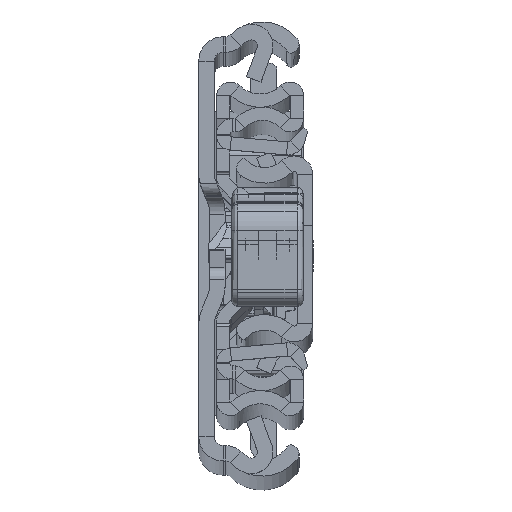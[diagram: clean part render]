
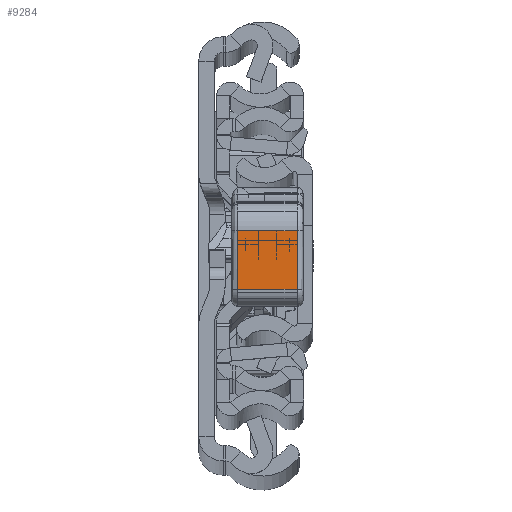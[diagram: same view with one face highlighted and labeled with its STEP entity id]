
A CAD part, top view. The second image highlights one B-rep face of the part: STEP entity #9284.
In plain terms, the highlighted face is planar.
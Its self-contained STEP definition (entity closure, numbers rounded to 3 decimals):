
#367 = VERTEX_POINT ( 'NONE', #3285 ) ;
#2511 = EDGE_CURVE ( 'NONE', #30886, #12852, #31937, .T. ) ;
#3285 = CARTESIAN_POINT ( 'NONE',  ( 39.818, -2.465, 0. ) ) ;
#3764 = EDGE_LOOP ( 'NONE', ( #32948, #25571, #10275, #27550 ) ) ;
#5163 = VECTOR ( 'NONE', #7224, 1000. ) ;
#5260 = CARTESIAN_POINT ( 'NONE',  ( 39.818, -2.465, 10. ) ) ;
#5645 = LINE ( 'NONE', #31555, #11285 ) ;
#6044 = DIRECTION ( 'NONE',  ( 0.027, 1., 0. ) ) ;
#7224 = DIRECTION ( 'NONE',  ( 0., 0., 1. ) ) ;
#7316 = DIRECTION ( 'NONE',  ( -1., 0.027, 0. ) ) ;
#9284 = ADVANCED_FACE ( 'NONE', ( #25377 ), #20244, .F. ) ;
#9682 = EDGE_CURVE ( 'NONE', #12852, #19830, #5645, .T. ) ;
#10275 = ORIENTED_EDGE ( 'NONE', *, *, #18038, .T. ) ;
#11285 = VECTOR ( 'NONE', #29151, 1000. ) ;
#11931 = DIRECTION ( 'NONE',  ( -0.027, -1., 0. ) ) ;
#12066 = CARTESIAN_POINT ( 'NONE',  ( 39.55, -12.274, 10. ) ) ;
#12852 = VERTEX_POINT ( 'NONE', #12066 ) ;
#13548 = EDGE_CURVE ( 'NONE', #19830, #367, #16768, .T. ) ;
#16748 = DIRECTION ( 'NONE',  ( -0.027, -1., 0. ) ) ;
#16768 = LINE ( 'NONE', #21544, #25032 ) ;
#17282 = CARTESIAN_POINT ( 'NONE',  ( 39.818, -2.465, 11. ) ) ;
#18038 = EDGE_CURVE ( 'NONE', #367, #30886, #27508, .T. ) ;
#18799 = CARTESIAN_POINT ( 'NONE',  ( 39.55, -12.274, 10. ) ) ;
#19095 = CARTESIAN_POINT ( 'NONE',  ( 39.55, -12.274, 0. ) ) ;
#19830 = VERTEX_POINT ( 'NONE', #19095 ) ;
#20244 = PLANE ( 'NONE',  #21082 ) ;
#21082 = AXIS2_PLACEMENT_3D ( 'NONE', #30648, #7316, #11931 ) ;
#21544 = CARTESIAN_POINT ( 'NONE',  ( 39.55, -12.274, 0. ) ) ;
#25032 = VECTOR ( 'NONE', #6044, 1000. ) ;
#25093 = VECTOR ( 'NONE', #16748, 1000. ) ;
#25377 = FACE_OUTER_BOUND ( 'NONE', #3764, .T. ) ;
#25571 = ORIENTED_EDGE ( 'NONE', *, *, #13548, .T. ) ;
#27508 = LINE ( 'NONE', #17282, #5163 ) ;
#27550 = ORIENTED_EDGE ( 'NONE', *, *, #2511, .T. ) ;
#29151 = DIRECTION ( 'NONE',  ( 0., 0., -1. ) ) ;
#30648 = CARTESIAN_POINT ( 'NONE',  ( 39.55, -12.274, 11. ) ) ;
#30886 = VERTEX_POINT ( 'NONE', #5260 ) ;
#31555 = CARTESIAN_POINT ( 'NONE',  ( 39.55, -12.274, 11. ) ) ;
#31937 = LINE ( 'NONE', #18799, #25093 ) ;
#32948 = ORIENTED_EDGE ( 'NONE', *, *, #9682, .T. ) ;
